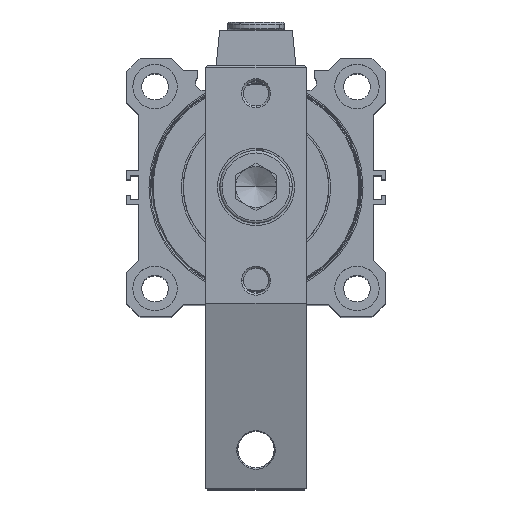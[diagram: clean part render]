
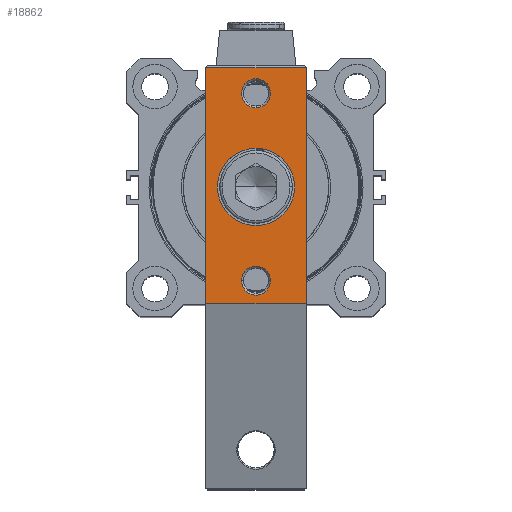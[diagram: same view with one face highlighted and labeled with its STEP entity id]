
A CAD part, top view. The second image highlights one B-rep face of the part: STEP entity #18862.
In plain terms, the highlighted face is planar.
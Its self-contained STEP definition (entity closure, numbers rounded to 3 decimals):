
#153 = VERTEX_POINT ( 'NONE', #16238 ) ;
#550 = EDGE_CURVE ( 'NONE', #5124, #17410, #9017, .T. ) ;
#992 = AXIS2_PLACEMENT_3D ( 'NONE', #3384, #16370, #5231 ) ;
#1116 = VERTEX_POINT ( 'NONE', #19652 ) ;
#1164 = AXIS2_PLACEMENT_3D ( 'NONE', #13997, #2882, #15845 ) ;
#1576 = CARTESIAN_POINT ( 'NONE',  ( -14627.805, 1861.722, 25. ) ) ;
#2562 = CIRCLE ( 'NONE', #992, 3.6 ) ;
#2882 = DIRECTION ( 'NONE',  ( 0., 1., 0. ) ) ;
#3047 = DIRECTION ( 'NONE',  ( -1., 0., 0. ) ) ;
#3167 = AXIS2_PLACEMENT_3D ( 'NONE', #3226, #16211, #5082 ) ;
#3226 = CARTESIAN_POINT ( 'NONE',  ( -14598.97, 1861.722, 12.5 ) ) ;
#3384 = CARTESIAN_POINT ( 'NONE',  ( -14575.77, 1861.722, 12.5 ) ) ;
#3587 = CARTESIAN_POINT ( 'NONE',  ( -14622.17, 1861.722, 16.1 ) ) ;
#4056 = EDGE_CURVE ( 'NONE', #14431, #16122, #19255, .T. ) ;
#4109 = VECTOR ( 'NONE', #9970, 1000. ) ;
#4343 = LINE ( 'NONE', #14177, #18592 ) ;
#4565 = VECTOR ( 'NONE', #4650, 1000. ) ;
#4650 = DIRECTION ( 'NONE',  ( 0., 0., 1. ) ) ;
#4961 = CIRCLE ( 'NONE', #23985, 3.6 ) ;
#5082 = DIRECTION ( 'NONE',  ( 0., 0., 1. ) ) ;
#5099 = ORIENTED_EDGE ( 'NONE', *, *, #16360, .F. ) ;
#5124 = VERTEX_POINT ( 'NONE', #12281 ) ;
#5231 = DIRECTION ( 'NONE',  ( -1., 0., 0. ) ) ;
#5916 = EDGE_CURVE ( 'NONE', #21104, #5124, #12845, .T. ) ;
#6277 = CARTESIAN_POINT ( 'NONE',  ( -14575.77, 1861.722, 12.5 ) ) ;
#6480 = AXIS2_PLACEMENT_3D ( 'NONE', #19259, #8106, #21123 ) ;
#6577 = EDGE_LOOP ( 'NONE', ( #14979, #7819, #18087, #7995 ) ) ;
#6587 = DIRECTION ( 'NONE',  ( 0., 1., 0. ) ) ;
#7330 = AXIS2_PLACEMENT_3D ( 'NONE', #6277, #19289, #8135 ) ;
#7800 = EDGE_LOOP ( 'NONE', ( #20383, #9862 ) ) ;
#7819 = ORIENTED_EDGE ( 'NONE', *, *, #16571, .F. ) ;
#7995 = ORIENTED_EDGE ( 'NONE', *, *, #5916, .F. ) ;
#8086 = EDGE_CURVE ( 'NONE', #12508, #20176, #16418, .T. ) ;
#8106 = DIRECTION ( 'NONE',  ( 0., 1., 0. ) ) ;
#8135 = DIRECTION ( 'NONE',  ( -1., 0., 0. ) ) ;
#8445 = FACE_BOUND ( 'NONE', #18445, .T. ) ;
#8569 = CARTESIAN_POINT ( 'NONE',  ( -14627.805, 1861.722, 25. ) ) ;
#9017 = LINE ( 'NONE', #19315, #4109 ) ;
#9059 = DIRECTION ( 'NONE',  ( 0., -1., 0. ) ) ;
#9862 = ORIENTED_EDGE ( 'NONE', *, *, #8086, .F. ) ;
#9970 = DIRECTION ( 'NONE',  ( 1., 0., 0. ) ) ;
#10335 = CARTESIAN_POINT ( 'NONE',  ( -14569.47, 1861.722, 25. ) ) ;
#10958 = ORIENTED_EDGE ( 'NONE', *, *, #19327, .F. ) ;
#12281 = CARTESIAN_POINT ( 'NONE',  ( -14627.805, 1861.722, 0. ) ) ;
#12508 = VERTEX_POINT ( 'NONE', #17970 ) ;
#12685 = DIRECTION ( 'NONE',  ( 0., 0., -1. ) ) ;
#12845 = LINE ( 'NONE', #1576, #17763 ) ;
#12912 = EDGE_CURVE ( 'NONE', #20176, #12508, #4961, .T. ) ;
#13420 = FACE_OUTER_BOUND ( 'NONE', #6577, .T. ) ;
#13920 = CARTESIAN_POINT ( 'NONE',  ( -14598.97, 1861.722, 19.25 ) ) ;
#13997 = CARTESIAN_POINT ( 'NONE',  ( -14622.17, 1861.722, 12.5 ) ) ;
#14177 = CARTESIAN_POINT ( 'NONE',  ( -14568.97, 1861.722, 25. ) ) ;
#14431 = VERTEX_POINT ( 'NONE', #13920 ) ;
#14470 = LINE ( 'NONE', #10335, #4565 ) ;
#14920 = CARTESIAN_POINT ( 'NONE',  ( -14598.97, 1861.722, 5.75 ) ) ;
#14979 = ORIENTED_EDGE ( 'NONE', *, *, #22368, .F. ) ;
#15845 = DIRECTION ( 'NONE',  ( 0., 0., 1. ) ) ;
#16122 = VERTEX_POINT ( 'NONE', #14920 ) ;
#16211 = DIRECTION ( 'NONE',  ( 0., 1., 0. ) ) ;
#16238 = CARTESIAN_POINT ( 'NONE',  ( -14569.47, 1861.722, 25. ) ) ;
#16360 = EDGE_CURVE ( 'NONE', #23950, #1116, #17363, .T. ) ;
#16370 = DIRECTION ( 'NONE',  ( 0., 1., 0. ) ) ;
#16418 = CIRCLE ( 'NONE', #1164, 3.6 ) ;
#16571 = EDGE_CURVE ( 'NONE', #17410, #153, #14470, .T. ) ;
#16853 = CIRCLE ( 'NONE', #6480, 6.75 ) ;
#17340 = CARTESIAN_POINT ( 'NONE',  ( -14569.47, 1861.722, 0. ) ) ;
#17363 = CIRCLE ( 'NONE', #7330, 3.6 ) ;
#17410 = VERTEX_POINT ( 'NONE', #17340 ) ;
#17705 = CARTESIAN_POINT ( 'NONE',  ( -14622.17, 1861.722, 12.5 ) ) ;
#17763 = VECTOR ( 'NONE', #12685, 1000. ) ;
#17970 = CARTESIAN_POINT ( 'NONE',  ( -14622.17, 1861.722, 8.9 ) ) ;
#18087 = ORIENTED_EDGE ( 'NONE', *, *, #550, .F. ) ;
#18345 = FACE_BOUND ( 'NONE', #7800, .T. ) ;
#18445 = EDGE_LOOP ( 'NONE', ( #22007, #18576 ) ) ;
#18576 = ORIENTED_EDGE ( 'NONE', *, *, #22809, .F. ) ;
#18592 = VECTOR ( 'NONE', #3047, 1000. ) ;
#18862 = ADVANCED_FACE ( 'NONE', ( #23282, #8445, #18345, #13420 ), #21999, .F. ) ;
#19255 = CIRCLE ( 'NONE', #3167, 6.75 ) ;
#19259 = CARTESIAN_POINT ( 'NONE',  ( -14598.97, 1861.722, 12.5 ) ) ;
#19289 = DIRECTION ( 'NONE',  ( 0., 1., 0. ) ) ;
#19315 = CARTESIAN_POINT ( 'NONE',  ( -14568.97, 1861.722, 0. ) ) ;
#19327 = EDGE_CURVE ( 'NONE', #1116, #23950, #2562, .T. ) ;
#19600 = DIRECTION ( 'NONE',  ( 0., 0., 1. ) ) ;
#19652 = CARTESIAN_POINT ( 'NONE',  ( -14579.37, 1861.722, 12.5 ) ) ;
#20176 = VERTEX_POINT ( 'NONE', #3587 ) ;
#20218 = CARTESIAN_POINT ( 'NONE',  ( -14568.97, 1861.722, 25. ) ) ;
#20383 = ORIENTED_EDGE ( 'NONE', *, *, #12912, .F. ) ;
#20717 = AXIS2_PLACEMENT_3D ( 'NONE', #20218, #9059, #22076 ) ;
#21075 = CARTESIAN_POINT ( 'NONE',  ( -14572.17, 1861.722, 12.5 ) ) ;
#21104 = VERTEX_POINT ( 'NONE', #8569 ) ;
#21123 = DIRECTION ( 'NONE',  ( 0., 0., 1. ) ) ;
#21924 = EDGE_LOOP ( 'NONE', ( #10958, #5099 ) ) ;
#21999 = PLANE ( 'NONE',  #20717 ) ;
#22007 = ORIENTED_EDGE ( 'NONE', *, *, #4056, .F. ) ;
#22076 = DIRECTION ( 'NONE',  ( 0., 0., -1. ) ) ;
#22368 = EDGE_CURVE ( 'NONE', #153, #21104, #4343, .T. ) ;
#22809 = EDGE_CURVE ( 'NONE', #16122, #14431, #16853, .T. ) ;
#23282 = FACE_BOUND ( 'NONE', #21924, .T. ) ;
#23950 = VERTEX_POINT ( 'NONE', #21075 ) ;
#23985 = AXIS2_PLACEMENT_3D ( 'NONE', #17705, #6587, #19600 ) ;
